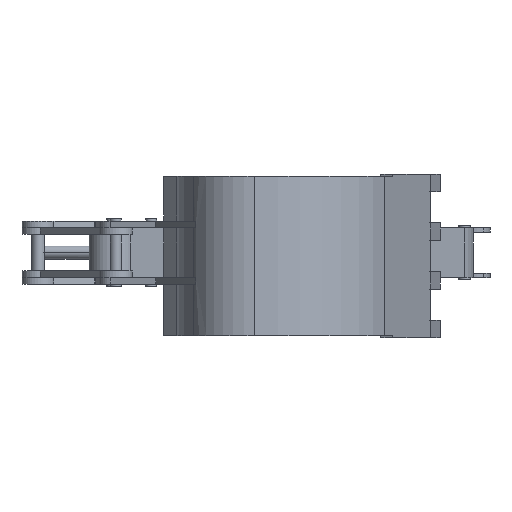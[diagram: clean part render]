
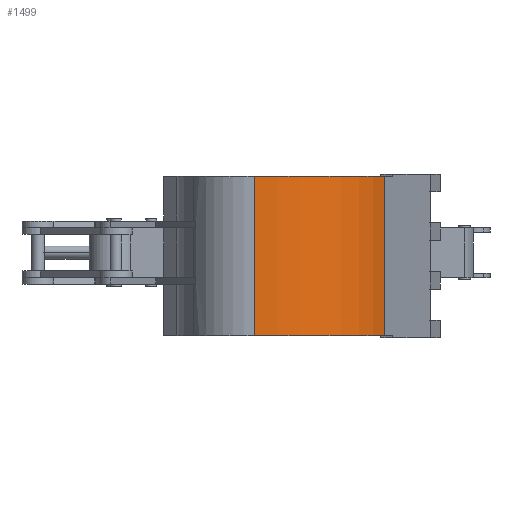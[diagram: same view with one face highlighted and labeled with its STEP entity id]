
A CAD part, front view. The second image highlights one B-rep face of the part: STEP entity #1499.
In plain terms, the highlighted cylindrical face has radius 647.717 mm (diameter 1295.43 mm), a partial arc.
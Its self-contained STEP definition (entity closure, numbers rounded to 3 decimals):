
#1499=ADVANCED_FACE('',(#1736),#5358,.T.);
#1736=FACE_OUTER_BOUND('',#2002,.T.);
#2002=EDGE_LOOP('',(#3000,#3001,#3002,#3003));
#3000=ORIENTED_EDGE('',*,*,#3764,.F.);
#3001=ORIENTED_EDGE('',*,*,#3693,.F.);
#3002=ORIENTED_EDGE('',*,*,#3765,.T.);
#3003=ORIENTED_EDGE('',*,*,#3761,.F.);
#3693=EDGE_CURVE('',#5052,#5019,#4640,.T.);
#3761=EDGE_CURVE('',#5020,#5067,#4691,.T.);
#3764=EDGE_CURVE('',#5019,#5020,#4070,.T.);
#3765=EDGE_CURVE('',#5052,#5067,#4071,.T.);
#4070=TRIMMED_CURVE($,#4312,(#8297),(#8298),.T.,.CARTESIAN.);
#4071=TRIMMED_CURVE($,#4313,(#8300),(#8301),.T.,.CARTESIAN.);
#4312=CIRCLE('',#5828,647.717);
#4313=CIRCLE('',#5829,647.717);
#4640=B_SPLINE_CURVE_WITH_KNOTS('',1,(#8137,#8138),.UNSPECIFIED.,.F.,.F.,
(2,2),(0.,720.),.UNSPECIFIED.);
#4691=B_SPLINE_CURVE_WITH_KNOTS('',1,(#8290,#8291),.UNSPECIFIED.,.F.,.F.,
(2,2),(0.,720.),.UNSPECIFIED.);
#5019=VERTEX_POINT('',#7619);
#5020=VERTEX_POINT('',#7620);
#5052=VERTEX_POINT('',#7652);
#5067=VERTEX_POINT('',#7667);
#5358=CYLINDRICAL_SURFACE('',#5762,647.717);
#5762=AXIS2_PLACEMENT_3D('',#7480,#6344,$);
#5828=AXIS2_PLACEMENT_3D($,#8296,#6474,#6475);
#5829=AXIS2_PLACEMENT_3D($,#8299,#6476,#6477);
#6344=DIRECTION('',(0.,0.,1.));
#6474=DIRECTION('',(0.,0.,1.));
#6475=DIRECTION('',(0.003,-1.,0.));
#6476=DIRECTION('',(0.,0.,1.));
#6477=DIRECTION('',(0.003,-1.,0.));
#7480=CARTESIAN_POINT('',(-5777.782,1699.357,-345.));
#7619=CARTESIAN_POINT('',(-5775.836,1051.642,15.));
#7620=CARTESIAN_POINT('',(-5188.281,1430.98,15.));
#7652=CARTESIAN_POINT('',(-5775.836,1051.642,-705.));
#7667=CARTESIAN_POINT('',(-5188.281,1430.98,-705.));
#8137=CARTESIAN_POINT('',(-5775.836,1051.642,-705.));
#8138=CARTESIAN_POINT('',(-5775.836,1051.642,15.));
#8290=CARTESIAN_POINT('',(-5188.281,1430.98,15.));
#8291=CARTESIAN_POINT('',(-5188.281,1430.98,-705.));
#8296=CARTESIAN_POINT('',(-5777.782,1699.357,15.));
#8297=CARTESIAN_POINT('',(-5775.836,1051.642,15.));
#8298=CARTESIAN_POINT('',(-5188.281,1430.98,15.));
#8299=CARTESIAN_POINT('',(-5777.782,1699.357,-705.));
#8300=CARTESIAN_POINT('',(-5775.836,1051.642,-705.));
#8301=CARTESIAN_POINT('',(-5188.281,1430.98,-705.));
